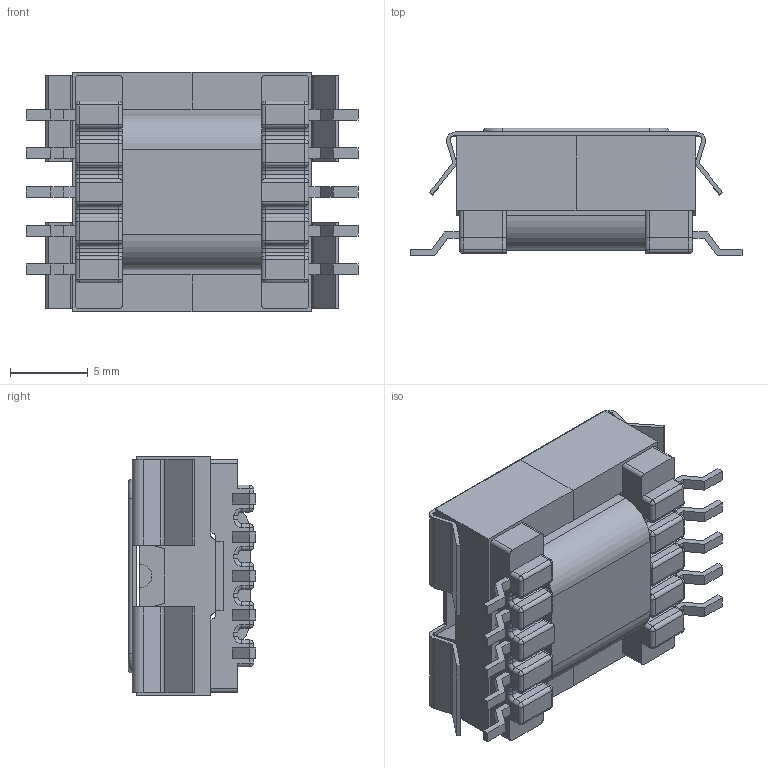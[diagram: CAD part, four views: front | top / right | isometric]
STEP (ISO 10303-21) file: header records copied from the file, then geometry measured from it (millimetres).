
FILE_DESCRIPTION (( 'STEP AP214' ), '1' );
FILE_NAME ('EFD15_5939_0173.STEP', '2021-07-30T19:06:53', ( '' ), ( '' ), 'SwSTEP 2.0', 'SolidWorks 2017', '' );
FILE_SCHEMA (( 'AUTOMOTIVE_DESIGN' ));
Length unit declared in the file: millimetre
Products named in the file (5): EFD15_5939_0173; 139-0173_6D; 150-2078_6B; 070-5939_coil; 070-5939_6C
Assembly tree (5 placements, depth 2):
  EFD15_5939_0173
    070-5939_6C
    150-2078_6B  x2
    070-5939_coil
    139-0173_6D
Bounding box: 21.35 x 8.2 x 15.4 mm (x, y, z)
Volume: 1545.8 mm3; surface area: 3094 mm2
Topology: 5 solids, 5 shells, 509 faces, 1316 edges, 792 vertices
Faces by surface type: plane 258, cylinder 175, torus 40, sphere 36
Entity records: 15510 total; most frequent: DIRECTION 2578, CARTESIAN_POINT 2477, ORIENTED_EDGE 2428, EDGE_CURVE 1214, AXIS2_PLACEMENT_3D 877, VECTOR 824, LINE 824, VERTEX_POINT 748
